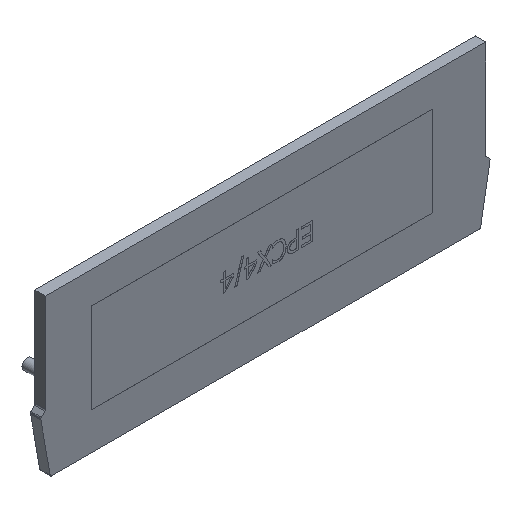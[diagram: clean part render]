
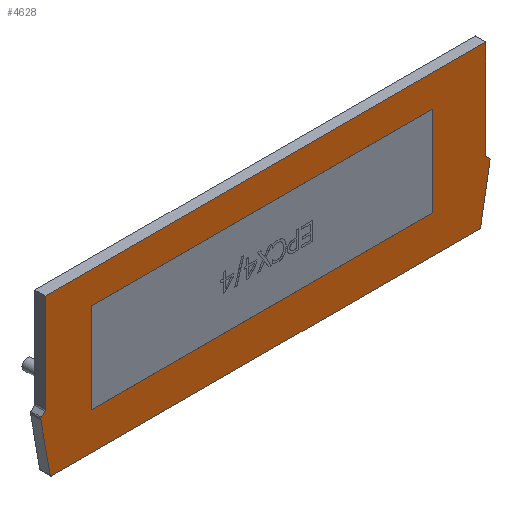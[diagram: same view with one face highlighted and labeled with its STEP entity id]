
A CAD part, isometric view. The second image highlights one B-rep face of the part: STEP entity #4628.
In plain terms, the highlighted planar face has unit normal (0, -1, 0).
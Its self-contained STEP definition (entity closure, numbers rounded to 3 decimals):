
#101=CIRCLE('',#4929,0.2);
#102=CIRCLE('',#4932,0.3);
#103=CIRCLE('',#4937,0.3);
#104=CIRCLE('',#4940,0.2);
#105=CIRCLE('',#4944,0.3);
#106=CIRCLE('',#4947,0.3);
#258=FACE_BOUND('',#792,.T.);
#508=FACE_OUTER_BOUND('',#791,.T.);
#791=EDGE_LOOP('',(#4179,#4180,#4181,#4182,#4183,#4184,#4185,#4186,#4187,
#4188,#4189,#4190,#4191,#4192,#4193,#4194));
#792=EDGE_LOOP('',(#4195,#4196,#4197,#4198));
#1025=LINE('',#6983,#1535);
#1028=LINE('',#6988,#1538);
#1030=LINE('',#6992,#1540);
#1032=LINE('',#6995,#1542);
#1277=LINE('',#7684,#1787);
#1280=LINE('',#7689,#1790);
#1283=LINE('',#7697,#1793);
#1286=LINE('',#7705,#1796);
#1288=LINE('',#7709,#1798);
#1290=LINE('',#7713,#1800);
#1293=LINE('',#7721,#1803);
#1296=LINE('',#7729,#1806);
#1298=LINE('',#7733,#1808);
#1301=LINE('',#7741,#1811);
#1535=VECTOR('',#5341,17.257);
#1538=VECTOR('',#5346,65.475);
#1540=VECTOR('',#5350,17.257);
#1542=VECTOR('',#5354,65.475);
#1787=VECTOR('',#6027,10.246);
#1790=VECTOR('',#6032,0.251);
#1793=VECTOR('',#6041,0.995);
#1796=VECTOR('',#6050,18.854);
#1798=VECTOR('',#6054,84.5);
#1800=VECTOR('',#6058,18.854);
#1803=VECTOR('',#6067,0.995);
#1806=VECTOR('',#6076,0.251);
#1808=VECTOR('',#6080,10.246);
#1811=VECTOR('',#6089,82.051);
#2001=VERTEX_POINT('',#6981);
#2002=VERTEX_POINT('',#6982);
#2003=VERTEX_POINT('',#6987);
#2004=VERTEX_POINT('',#6991);
#2233=VERTEX_POINT('',#7682);
#2234=VERTEX_POINT('',#7683);
#2235=VERTEX_POINT('',#7688);
#2236=VERTEX_POINT('',#7692);
#2237=VERTEX_POINT('',#7696);
#2238=VERTEX_POINT('',#7700);
#2239=VERTEX_POINT('',#7704);
#2240=VERTEX_POINT('',#7708);
#2241=VERTEX_POINT('',#7712);
#2242=VERTEX_POINT('',#7716);
#2243=VERTEX_POINT('',#7720);
#2244=VERTEX_POINT('',#7724);
#2245=VERTEX_POINT('',#7728);
#2246=VERTEX_POINT('',#7732);
#2247=VERTEX_POINT('',#7736);
#2248=VERTEX_POINT('',#7740);
#2529=EDGE_CURVE('',#2001,#2002,#1025,.T.);
#2532=EDGE_CURVE('',#2003,#2001,#1028,.T.);
#2534=EDGE_CURVE('',#2004,#2003,#1030,.T.);
#2536=EDGE_CURVE('',#2002,#2004,#1032,.T.);
#2867=EDGE_CURVE('',#2233,#2234,#1277,.T.);
#2870=EDGE_CURVE('',#2235,#2233,#1280,.T.);
#2872=EDGE_CURVE('',#2236,#2235,#101,.T.);
#2874=EDGE_CURVE('',#2237,#2236,#1283,.T.);
#2876=EDGE_CURVE('',#2238,#2237,#102,.T.);
#2878=EDGE_CURVE('',#2239,#2238,#1286,.T.);
#2880=EDGE_CURVE('',#2240,#2239,#1288,.T.);
#2882=EDGE_CURVE('',#2241,#2240,#1290,.T.);
#2884=EDGE_CURVE('',#2242,#2241,#103,.T.);
#2886=EDGE_CURVE('',#2243,#2242,#1293,.T.);
#2888=EDGE_CURVE('',#2244,#2243,#104,.T.);
#2890=EDGE_CURVE('',#2245,#2244,#1296,.T.);
#2892=EDGE_CURVE('',#2246,#2245,#1298,.T.);
#2894=EDGE_CURVE('',#2247,#2246,#105,.T.);
#2896=EDGE_CURVE('',#2248,#2247,#1301,.T.);
#2898=EDGE_CURVE('',#2234,#2248,#106,.T.);
#4179=ORIENTED_EDGE('',*,*,#2898,.F.);
#4180=ORIENTED_EDGE('',*,*,#2867,.F.);
#4181=ORIENTED_EDGE('',*,*,#2870,.F.);
#4182=ORIENTED_EDGE('',*,*,#2872,.F.);
#4183=ORIENTED_EDGE('',*,*,#2874,.F.);
#4184=ORIENTED_EDGE('',*,*,#2876,.F.);
#4185=ORIENTED_EDGE('',*,*,#2878,.F.);
#4186=ORIENTED_EDGE('',*,*,#2880,.F.);
#4187=ORIENTED_EDGE('',*,*,#2882,.F.);
#4188=ORIENTED_EDGE('',*,*,#2884,.F.);
#4189=ORIENTED_EDGE('',*,*,#2886,.F.);
#4190=ORIENTED_EDGE('',*,*,#2888,.F.);
#4191=ORIENTED_EDGE('',*,*,#2890,.F.);
#4192=ORIENTED_EDGE('',*,*,#2892,.F.);
#4193=ORIENTED_EDGE('',*,*,#2894,.F.);
#4194=ORIENTED_EDGE('',*,*,#2896,.F.);
#4195=ORIENTED_EDGE('',*,*,#2529,.T.);
#4196=ORIENTED_EDGE('',*,*,#2536,.T.);
#4197=ORIENTED_EDGE('',*,*,#2534,.T.);
#4198=ORIENTED_EDGE('',*,*,#2532,.T.);
#4378=PLANE('',#4948);
#4628=ADVANCED_FACE('',(#508,#258),#4378,.T.);
#4929=AXIS2_PLACEMENT_3D('',#7693,#6036,#6037);
#4932=AXIS2_PLACEMENT_3D('',#7701,#6045,#6046);
#4937=AXIS2_PLACEMENT_3D('',#7717,#6062,#6063);
#4940=AXIS2_PLACEMENT_3D('',#7725,#6071,#6072);
#4944=AXIS2_PLACEMENT_3D('',#7737,#6084,#6085);
#4947=AXIS2_PLACEMENT_3D('',#7744,#6093,#6094);
#4948=AXIS2_PLACEMENT_3D('',#7745,#6095,#6096);
#5341=DIRECTION('',(0.,0.,-1.));
#5346=DIRECTION('',(1.,0.,0.));
#5350=DIRECTION('',(0.,0.,1.));
#5354=DIRECTION('',(-1.,0.,0.));
#6027=DIRECTION('',(-0.174,0.,-0.985));
#6032=DIRECTION('',(0.,0.,-1.));
#6036=DIRECTION('center_axis',(0.,1.,0.));
#6037=DIRECTION('ref_axis',(0.707,0.,0.707));
#6041=DIRECTION('',(0.707,0.,-0.707));
#6045=DIRECTION('center_axis',(0.,-1.,0.));
#6046=DIRECTION('ref_axis',(0.707,0.,0.707));
#6050=DIRECTION('',(0.,0.,-1.));
#6054=DIRECTION('',(1.,0.,0.));
#6058=DIRECTION('',(0.,0.,1.));
#6062=DIRECTION('center_axis',(0.,-1.,0.));
#6063=DIRECTION('ref_axis',(-1.,0.,0.));
#6067=DIRECTION('',(0.707,0.,0.707));
#6071=DIRECTION('center_axis',(0.,1.,0.));
#6072=DIRECTION('ref_axis',(-1.,0.,0.));
#6076=DIRECTION('',(0.,0.,1.));
#6080=DIRECTION('',(-0.174,0.,0.985));
#6084=DIRECTION('center_axis',(0.,1.,0.));
#6085=DIRECTION('ref_axis',(0.,0.,-1.));
#6089=DIRECTION('',(-1.,0.,0.));
#6093=DIRECTION('center_axis',(0.,1.,0.));
#6094=DIRECTION('ref_axis',(0.985,0.,-0.174));
#6095=DIRECTION('center_axis',(0.,-1.,0.));
#6096=DIRECTION('ref_axis',(0.,0.,-1.));
#6981=CARTESIAN_POINT('',(-10.184,0.,-6.073));
#6982=CARTESIAN_POINT('',(-10.184,0.,-23.331));
#6983=CARTESIAN_POINT('',(-10.184,0.,-10.595));
#6987=CARTESIAN_POINT('',(-75.659,0.,-6.073));
#6988=CARTESIAN_POINT('',(-58.954,0.,-6.073));
#6991=CARTESIAN_POINT('',(-75.659,0.,-23.331));
#6992=CARTESIAN_POINT('',(-75.659,0.,-19.224));
#6995=CARTESIAN_POINT('',(-26.217,0.,-23.331));
#7682=CARTESIAN_POINT('',(0.85,0.,-20.162));
#7683=CARTESIAN_POINT('',(-0.929,0.,-30.252));
#7684=CARTESIAN_POINT('',(0.85,0.,-20.162));
#7688=CARTESIAN_POINT('',(0.85,0.,-19.911));
#7689=CARTESIAN_POINT('',(0.85,0.,-19.911));
#7692=CARTESIAN_POINT('',(0.791,0.,-19.77));
#7693=CARTESIAN_POINT('Origin',(0.65,0.,-19.911));
#7696=CARTESIAN_POINT('',(0.088,0.,-19.066));
#7697=CARTESIAN_POINT('',(0.088,0.,-19.066));
#7700=CARTESIAN_POINT('',(0.,0.,-18.854));
#7701=CARTESIAN_POINT('Origin',(0.3,0.,-18.854));
#7704=CARTESIAN_POINT('',(0.,0.,0.));
#7705=CARTESIAN_POINT('',(0.,0.,0.));
#7708=CARTESIAN_POINT('',(-84.5,0.,0.));
#7709=CARTESIAN_POINT('',(-84.5,0.,0.));
#7712=CARTESIAN_POINT('',(-84.5,0.,-18.854));
#7713=CARTESIAN_POINT('',(-84.5,0.,-18.854));
#7716=CARTESIAN_POINT('',(-84.588,0.,-19.066));
#7717=CARTESIAN_POINT('Origin',(-84.8,0.,-18.854));
#7720=CARTESIAN_POINT('',(-85.291,0.,-19.77));
#7721=CARTESIAN_POINT('',(-85.291,0.,-19.77));
#7724=CARTESIAN_POINT('',(-85.35,0.,-19.911));
#7725=CARTESIAN_POINT('Origin',(-85.15,0.,-19.911));
#7728=CARTESIAN_POINT('',(-85.35,0.,-20.162));
#7729=CARTESIAN_POINT('',(-85.35,0.,-20.162));
#7732=CARTESIAN_POINT('',(-83.571,0.,-30.252));
#7733=CARTESIAN_POINT('',(-83.571,0.,-30.252));
#7736=CARTESIAN_POINT('',(-83.275,0.,-30.5));
#7737=CARTESIAN_POINT('Origin',(-83.275,0.,-30.2));
#7740=CARTESIAN_POINT('',(-1.225,0.,-30.5));
#7741=CARTESIAN_POINT('',(-1.225,0.,-30.5));
#7744=CARTESIAN_POINT('Origin',(-1.225,0.,-30.2));
#7745=CARTESIAN_POINT('Origin',(-42.25,0.,-15.117));
